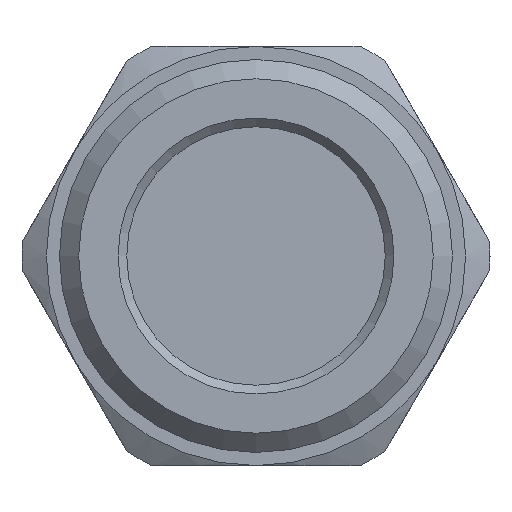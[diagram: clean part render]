
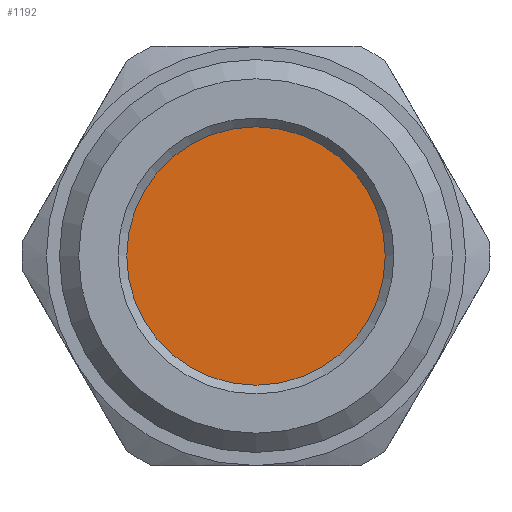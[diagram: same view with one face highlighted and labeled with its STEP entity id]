
A CAD part, front view. The second image highlights one B-rep face of the part: STEP entity #1192.
In plain terms, the highlighted planar face has unit normal (0, -1, 0).
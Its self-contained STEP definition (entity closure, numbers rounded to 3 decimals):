
#295=FACE_OUTER_BOUND('',#368,.T.);
#368=EDGE_LOOP('',(#814));
#449=CIRCLE('',#1286,7.4);
#528=VERTEX_POINT('',#1805);
#639=EDGE_CURVE('',#528,#528,#449,.T.);
#814=ORIENTED_EDGE('',*,*,#639,.F.);
#1164=PLANE('',#1285);
#1192=ADVANCED_FACE('',(#295),#1164,.T.);
#1285=AXIS2_PLACEMENT_3D('',#1804,#1439,#1440);
#1286=AXIS2_PLACEMENT_3D('',#1806,#1441,#1442);
#1439=DIRECTION('center_axis',(0.,-1.,0.));
#1440=DIRECTION('ref_axis',(0.,0.,-1.));
#1441=DIRECTION('center_axis',(0.,1.,0.));
#1442=DIRECTION('ref_axis',(-1.,0.,0.));
#1804=CARTESIAN_POINT('Origin',(-2.594,-9.169,0.));
#1805=CARTESIAN_POINT('',(4.806,-9.169,0.));
#1806=CARTESIAN_POINT('Origin',(-2.594,-9.169,0.));
